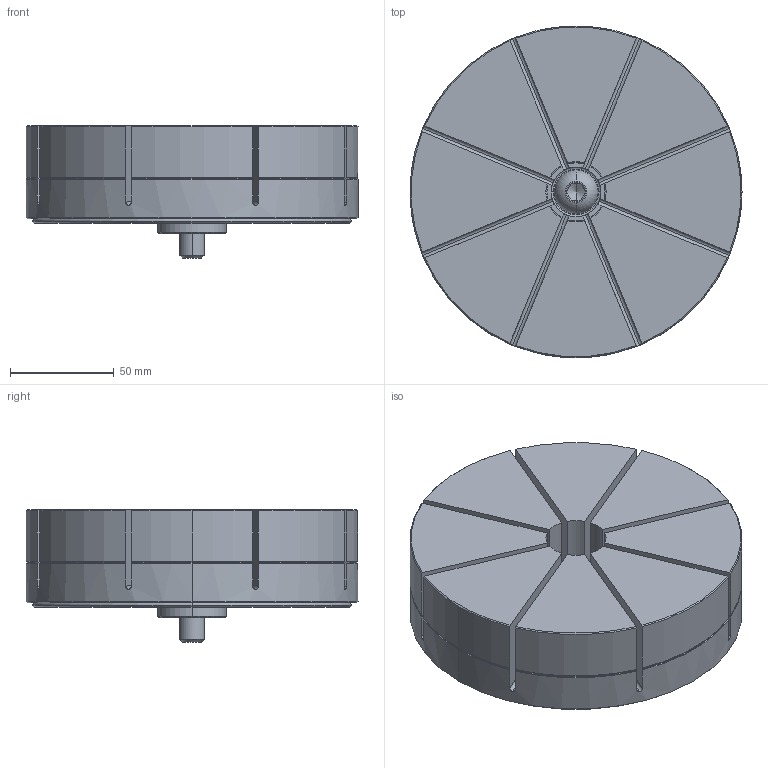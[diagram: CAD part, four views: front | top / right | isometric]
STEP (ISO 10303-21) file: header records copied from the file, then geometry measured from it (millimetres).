
FILE_DESCRIPTION (( 'STEP AP203' ), '1' );
FILE_NAME ('cp126-16001.STEP', '2021-10-25T23:35:00', ( '' ), ( '' ), 'SwSTEP 2.0', 'SolidWorks 2020', '' );
FILE_SCHEMA (( 'CONFIG_CONTROL_DESIGN' ));
Length unit declared in the file: millimetre
Products named in the file (1): cp126-16001
Bounding box: 160 x 160 x 64 mm (x, y, z)
Volume: 758980.8 mm3; surface area: 110740.2 mm2
Topology: 1 solids, 1 shells, 236 faces, 611 edges, 385 vertices
Faces by surface type: cylinder 71, plane 67, cone 62, torus 34, bspline 2
Entity records: 7884 total; most frequent: CARTESIAN_POINT 2130, ORIENTED_EDGE 1218, DIRECTION 1179, EDGE_CURVE 609, AXIS2_PLACEMENT_3D 470, VERTEX_POINT 385, EDGE_LOOP 246, VECTOR 239
